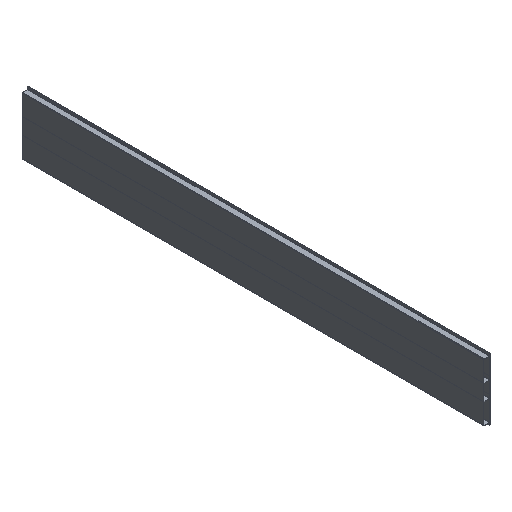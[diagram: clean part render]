
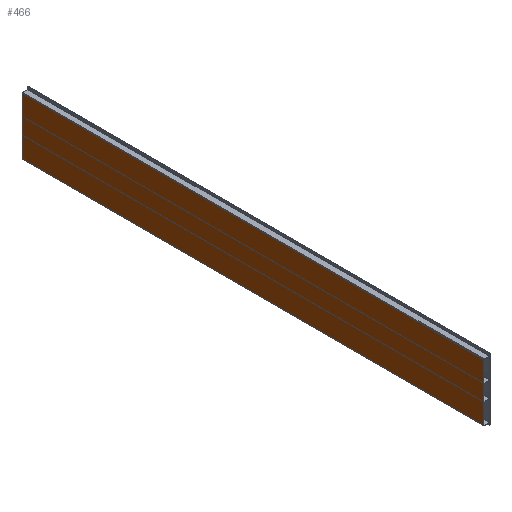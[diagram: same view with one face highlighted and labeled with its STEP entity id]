
A CAD part, isometric view. The second image highlights one B-rep face of the part: STEP entity #466.
In plain terms, the highlighted face is planar.
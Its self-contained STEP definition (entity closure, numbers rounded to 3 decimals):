
#42 = AXIS2_PLACEMENT_3D ( 'NONE', #1013, #1639, #225 ) ;
#124 = CARTESIAN_POINT ( 'NONE',  ( 123., 26., 1000. ) ) ;
#205 = CARTESIAN_POINT ( 'NONE',  ( -123., 26., 1000. ) ) ;
#225 = DIRECTION ( 'NONE',  ( 0., 0., 1. ) ) ;
#243 = ORIENTED_EDGE ( 'NONE', *, *, #1136, .F. ) ;
#430 = ORIENTED_EDGE ( 'NONE', *, *, #2032, .T. ) ;
#466 = ADVANCED_FACE ( 'NONE', ( #700 ), #1171, .T. ) ;
#501 = CARTESIAN_POINT ( 'NONE',  ( -123., 26., -1000. ) ) ;
#699 = DIRECTION ( 'NONE',  ( 0., 0., -1. ) ) ;
#700 = FACE_OUTER_BOUND ( 'NONE', #1625, .T. ) ;
#800 = CARTESIAN_POINT ( 'NONE',  ( 123., 26., -1000. ) ) ;
#821 = LINE ( 'NONE', #1139, #1530 ) ;
#863 = LINE ( 'NONE', #1657, #1271 ) ;
#905 = CARTESIAN_POINT ( 'NONE',  ( -123., 26., 1000. ) ) ;
#919 = ORIENTED_EDGE ( 'NONE', *, *, #1845, .T. ) ;
#1013 = CARTESIAN_POINT ( 'NONE',  ( -125., 26., 1000. ) ) ;
#1114 = VECTOR ( 'NONE', #1174, 1000. ) ;
#1119 = ORIENTED_EDGE ( 'NONE', *, *, #1155, .F. ) ;
#1136 = EDGE_CURVE ( 'NONE', #1405, #1914, #1514, .T. ) ;
#1139 = CARTESIAN_POINT ( 'NONE',  ( 125., 26., 1000. ) ) ;
#1155 = EDGE_CURVE ( 'NONE', #1914, #1812, #1642, .T. ) ;
#1171 = PLANE ( 'NONE',  #42 ) ;
#1174 = DIRECTION ( 'NONE',  ( 0., 0., -1. ) ) ;
#1271 = VECTOR ( 'NONE', #699, 1000. ) ;
#1371 = VECTOR ( 'NONE', #1483, 1000. ) ;
#1405 = VERTEX_POINT ( 'NONE', #205 ) ;
#1483 = DIRECTION ( 'NONE',  ( 1., 0., 0. ) ) ;
#1514 = LINE ( 'NONE', #905, #1114 ) ;
#1530 = VECTOR ( 'NONE', #1898, 1000. ) ;
#1625 = EDGE_LOOP ( 'NONE', ( #1119, #243, #919, #430 ) ) ;
#1639 = DIRECTION ( 'NONE',  ( 0., 1., 0. ) ) ;
#1642 = LINE ( 'NONE', #1829, #1371 ) ;
#1657 = CARTESIAN_POINT ( 'NONE',  ( 123., 26., 1000. ) ) ;
#1714 = VERTEX_POINT ( 'NONE', #124 ) ;
#1812 = VERTEX_POINT ( 'NONE', #800 ) ;
#1829 = CARTESIAN_POINT ( 'NONE',  ( -125., 26., -1000. ) ) ;
#1845 = EDGE_CURVE ( 'NONE', #1405, #1714, #821, .T. ) ;
#1898 = DIRECTION ( 'NONE',  ( 1., 0., 0. ) ) ;
#1914 = VERTEX_POINT ( 'NONE', #501 ) ;
#2032 = EDGE_CURVE ( 'NONE', #1714, #1812, #863, .T. ) ;
